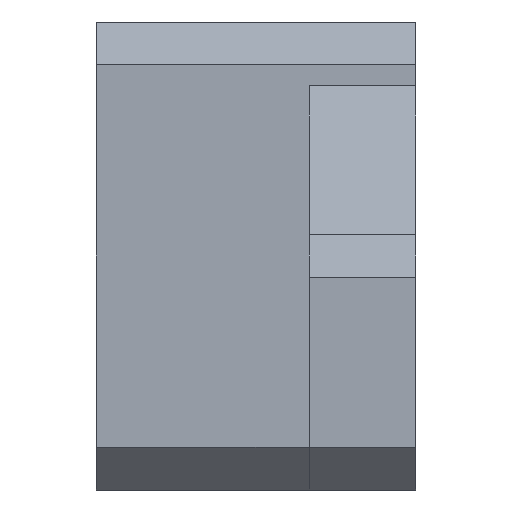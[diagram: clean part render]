
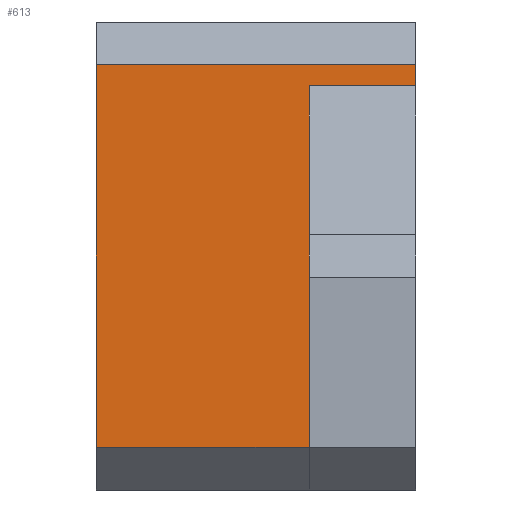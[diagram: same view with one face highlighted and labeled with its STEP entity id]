
A CAD part, left-side view. The second image highlights one B-rep face of the part: STEP entity #613.
In plain terms, the highlighted planar face has unit normal (-1, 0, 0).
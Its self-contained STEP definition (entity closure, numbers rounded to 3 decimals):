
#26=PLANE('',#670);
#53=FACE_OUTER_BOUND('',#86,.T.);
#86=EDGE_LOOP('',(#449,#450,#451,#452,#453,#454));
#133=LINE('',#924,#202);
#134=LINE('',#927,#203);
#135=LINE('',#929,#204);
#136=LINE('',#931,#205);
#137=LINE('',#933,#206);
#138=LINE('',#934,#207);
#202=VECTOR('',#746,10.);
#203=VECTOR('',#749,10.);
#204=VECTOR('',#750,10.);
#205=VECTOR('',#751,10.);
#206=VECTOR('',#752,10.);
#207=VECTOR('',#753,10.);
#289=VERTEX_POINT('',#917);
#292=VERTEX_POINT('',#922);
#293=VERTEX_POINT('',#926);
#294=VERTEX_POINT('',#928);
#295=VERTEX_POINT('',#930);
#296=VERTEX_POINT('',#932);
#355=EDGE_CURVE('',#292,#289,#133,.T.);
#356=EDGE_CURVE('',#293,#292,#134,.T.);
#357=EDGE_CURVE('',#294,#293,#135,.T.);
#358=EDGE_CURVE('',#294,#295,#136,.T.);
#359=EDGE_CURVE('',#296,#295,#137,.T.);
#360=EDGE_CURVE('',#289,#296,#138,.T.);
#449=ORIENTED_EDGE('',*,*,#355,.F.);
#450=ORIENTED_EDGE('',*,*,#356,.F.);
#451=ORIENTED_EDGE('',*,*,#357,.F.);
#452=ORIENTED_EDGE('',*,*,#358,.T.);
#453=ORIENTED_EDGE('',*,*,#359,.F.);
#454=ORIENTED_EDGE('',*,*,#360,.F.);
#613=ADVANCED_FACE('',(#53),#26,.T.);
#670=AXIS2_PLACEMENT_3D('',#925,#747,#748);
#746=DIRECTION('',(0.,1.,0.));
#747=DIRECTION('center_axis',(-1.,0.,0.));
#748=DIRECTION('ref_axis',(0.,0.,1.));
#749=DIRECTION('',(0.,0.,-1.));
#750=DIRECTION('',(0.,1.,0.));
#751=DIRECTION('',(0.,0.,1.));
#752=DIRECTION('',(0.,-1.,0.));
#753=DIRECTION('',(0.,0.,1.));
#917=CARTESIAN_POINT('',(20.,15.,-10.));
#922=CARTESIAN_POINT('',(20.,5.,-10.));
#924=CARTESIAN_POINT('',(20.,0.,-10.));
#925=CARTESIAN_POINT('Origin',(20.,0.,0.));
#926=CARTESIAN_POINT('',(20.,5.,7.));
#927=CARTESIAN_POINT('',(20.,5.,-9.));
#928=CARTESIAN_POINT('',(20.,0.,7.));
#929=CARTESIAN_POINT('',(20.,0.,7.));
#930=CARTESIAN_POINT('',(20.,0.,8.));
#931=CARTESIAN_POINT('',(20.,0.,7.));
#932=CARTESIAN_POINT('',(20.,15.,8.));
#933=CARTESIAN_POINT('',(20.,3.75,8.));
#934=CARTESIAN_POINT('',(20.,15.,7.));
